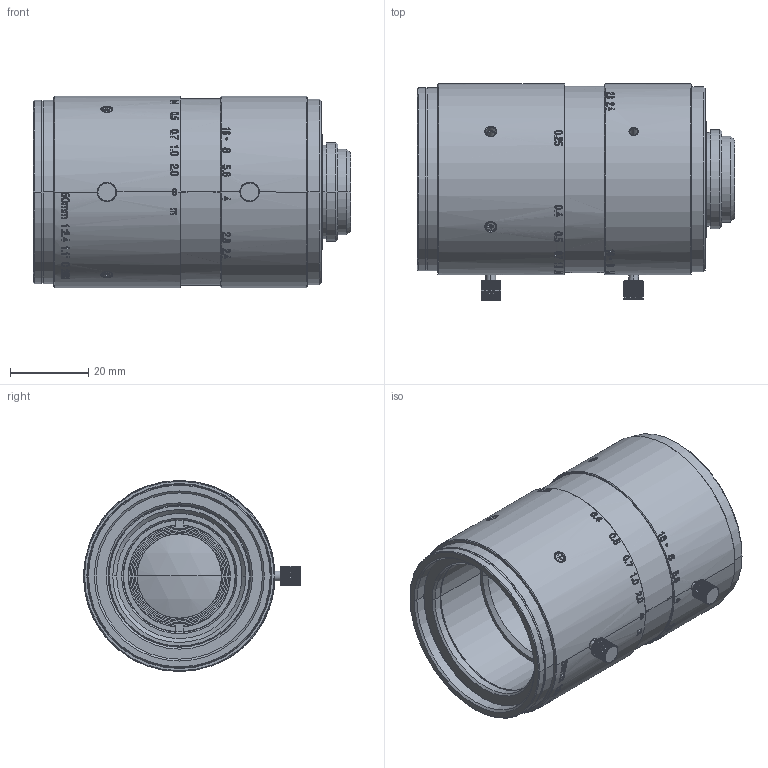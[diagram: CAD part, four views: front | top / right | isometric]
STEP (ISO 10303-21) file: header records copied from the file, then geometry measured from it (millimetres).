
FILE_DESCRIPTION (( 'STEP AP203' ), '1' );
FILE_NAME ('600147.step', '2025-04-14T08:43:08', ( 'MSI' ), ( '' ), 'SwSTEP 2.0', 'SolidWorks 2020', '' );
FILE_SCHEMA (( 'CONFIG_CONTROL_DESIGN' ));
Length unit declared in the file: millimetre
Products named in the file (1): 600147
Bounding box: 81.26 x 55.5 x 49 mm (x, y, z)
Surface area: 54198.8 mm2 (no closed solid volume)
Topology: 0 solids, 34 shells, 2825 faces, 7250 edges, 4668 vertices
Faces by surface type: bspline 904, plane 867, cylinder 681, cone 311, torus 54, sphere 8
Entity records: 140105 total; most frequent: CARTESIAN_POINT 78521, ORIENTED_EDGE 14460, DIRECTION 9808, EDGE_CURVE 7230, VERTEX_POINT 4668, AXIS2_PLACEMENT_3D 3632, EDGE_LOOP 3108, B_SPLINE_CURVE_WITH_KNOTS 2976
